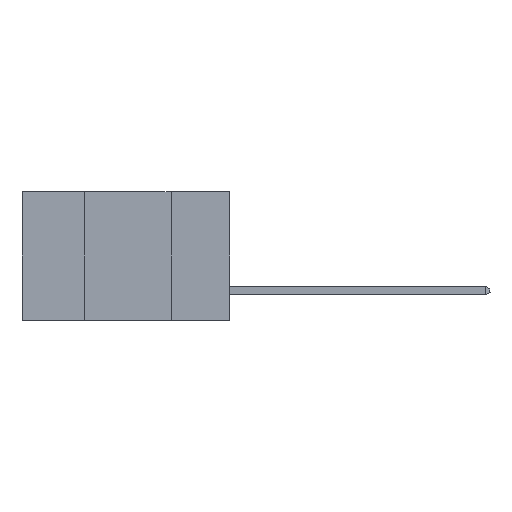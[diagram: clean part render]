
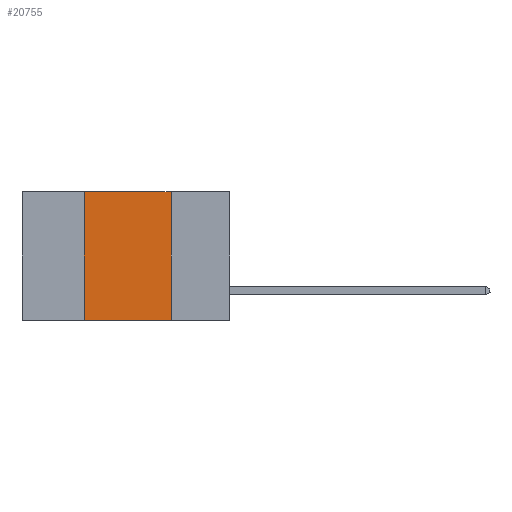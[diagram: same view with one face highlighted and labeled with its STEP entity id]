
A CAD part, left-side view. The second image highlights one B-rep face of the part: STEP entity #20755.
In plain terms, the highlighted planar face has unit normal (-1, 0, 0).
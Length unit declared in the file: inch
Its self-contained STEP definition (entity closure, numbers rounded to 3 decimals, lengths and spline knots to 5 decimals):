
#900 = CARTESIAN_POINT ( 'NONE',  ( 0., 0.42, -0.37 ) ) ;
#1435 = EDGE_CURVE ( 'NONE', #14190, #14634, #2549, .T. ) ;
#1489 = PLANE ( 'NONE',  #13742 ) ;
#1757 = CARTESIAN_POINT ( 'NONE',  ( 0., 0.6, 0. ) ) ;
#2549 = LINE ( 'NONE', #17748, #12412 ) ;
#3803 = VERTEX_POINT ( 'NONE', #26000 ) ;
#4339 = CARTESIAN_POINT ( 'NONE',  ( 0., 0.42, 0. ) ) ;
#4882 = VECTOR ( 'NONE', #19366, 39.37008 ) ;
#5605 = EDGE_CURVE ( 'NONE', #3803, #14190, #6128, .T. ) ;
#5658 = LINE ( 'NONE', #4339, #7217 ) ;
#5755 = DIRECTION ( 'NONE',  ( 1., 0., 0. ) ) ;
#5842 = FACE_OUTER_BOUND ( 'NONE', #23287, .T. ) ;
#6128 = LINE ( 'NONE', #25715, #4882 ) ;
#7119 = DIRECTION ( 'NONE',  ( 0., 0., 1. ) ) ;
#7217 = VECTOR ( 'NONE', #7119, 39.37008 ) ;
#8722 = DIRECTION ( 'NONE',  ( 0., 0., -1. ) ) ;
#10700 = EDGE_CURVE ( 'NONE', #16937, #14634, #21670, .T. ) ;
#11300 = CARTESIAN_POINT ( 'NONE',  ( 0., 0.17, 0. ) ) ;
#12412 = VECTOR ( 'NONE', #8722, 39.37008 ) ;
#12923 = ORIENTED_EDGE ( 'NONE', *, *, #13435, .F. ) ;
#13435 = EDGE_CURVE ( 'NONE', #16937, #3803, #5658, .T. ) ;
#13742 = AXIS2_PLACEMENT_3D ( 'NONE', #1757, #5755, #22122 ) ;
#13958 = ORIENTED_EDGE ( 'NONE', *, *, #5605, .F. ) ;
#14190 = VERTEX_POINT ( 'NONE', #11300 ) ;
#14634 = VERTEX_POINT ( 'NONE', #15420 ) ;
#15420 = CARTESIAN_POINT ( 'NONE',  ( 0., 0.17, -0.37 ) ) ;
#16937 = VERTEX_POINT ( 'NONE', #900 ) ;
#17615 = DIRECTION ( 'NONE',  ( 0., -1., 0. ) ) ;
#17748 = CARTESIAN_POINT ( 'NONE',  ( 0., 0.17, 0. ) ) ;
#19366 = DIRECTION ( 'NONE',  ( 0., -1., 0. ) ) ;
#20755 = ADVANCED_FACE ( 'NONE', ( #5842 ), #1489, .F. ) ;
#21670 = LINE ( 'NONE', #25759, #25166 ) ;
#22122 = DIRECTION ( 'NONE',  ( 0., 0., -1. ) ) ;
#23010 = ORIENTED_EDGE ( 'NONE', *, *, #1435, .F. ) ;
#23287 = EDGE_LOOP ( 'NONE', ( #23010, #13958, #12923, #25239 ) ) ;
#25166 = VECTOR ( 'NONE', #17615, 39.37008 ) ;
#25239 = ORIENTED_EDGE ( 'NONE', *, *, #10700, .T. ) ;
#25715 = CARTESIAN_POINT ( 'NONE',  ( 0., 0.6, 0. ) ) ;
#25759 = CARTESIAN_POINT ( 'NONE',  ( 0., 0.6, -0.37 ) ) ;
#26000 = CARTESIAN_POINT ( 'NONE',  ( 0., 0.42, 0. ) ) ;
